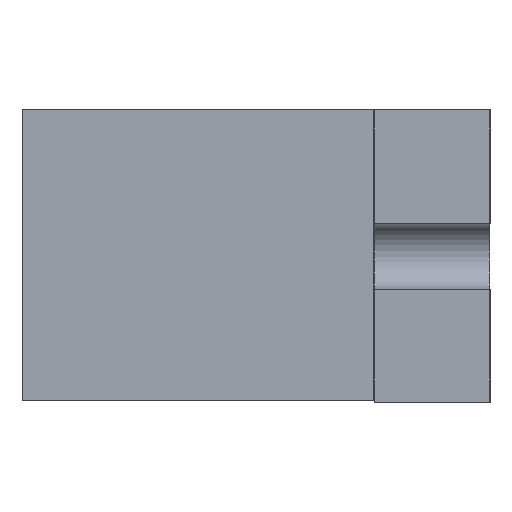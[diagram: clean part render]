
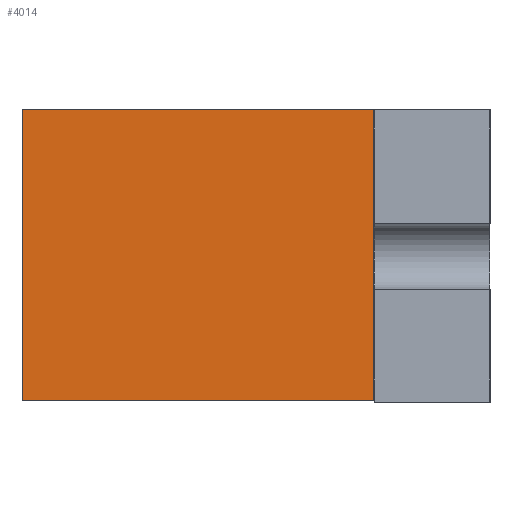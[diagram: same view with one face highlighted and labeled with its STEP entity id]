
A CAD part, left-side view. The second image highlights one B-rep face of the part: STEP entity #4014.
In plain terms, the highlighted planar face has unit normal (-1, 0, 0).
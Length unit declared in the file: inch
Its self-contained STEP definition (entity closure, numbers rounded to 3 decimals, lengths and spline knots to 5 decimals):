
#1610=DIRECTION('',(0.,0.,1.));
#1611=VECTOR('',#1610,2.49);
#1612=CARTESIAN_POINT('',(0.875,4.003,-1.235));
#1613=LINE('',#1612,#1611);
#2104=DIRECTION('',(0.,1.,0.));
#2105=VECTOR('',#2104,3.01);
#2106=CARTESIAN_POINT('',(0.875,0.993,1.255));
#2107=LINE('',#2106,#2105);
#2120=DIRECTION('',(0.,0.,1.));
#2121=VECTOR('',#2120,2.49);
#2122=CARTESIAN_POINT('',(0.875,0.993,-1.235));
#2123=LINE('',#2122,#2121);
#2142=DIRECTION('',(0.,1.,0.));
#2143=VECTOR('',#2142,3.01);
#2144=CARTESIAN_POINT('',(0.875,0.993,-1.235));
#2145=LINE('',#2144,#2143);
#3142=CARTESIAN_POINT('',(0.875,0.993,1.255));
#3144=VERTEX_POINT('',#3142);
#3148=CARTESIAN_POINT('',(0.875,0.993,-1.235));
#3149=VERTEX_POINT('',#3148);
#3150=CARTESIAN_POINT('',(0.875,4.003,1.255));
#3152=VERTEX_POINT('',#3150);
#3156=CARTESIAN_POINT('',(0.875,4.003,-1.235));
#3157=VERTEX_POINT('',#3156);
#4003=CARTESIAN_POINT('',(0.875,0.993,-1.235));
#4004=DIRECTION('',(-1.,0.,0.));
#4005=DIRECTION('',(0.,0.,1.));
#4006=AXIS2_PLACEMENT_3D('',#4003,#4004,#4005);
#4007=PLANE('',#4006);
#4008=ORIENTED_EDGE('',*,*,#3966,.F.);
#4009=ORIENTED_EDGE('',*,*,#3998,.T.);
#4010=ORIENTED_EDGE('',*,*,#3673,.T.);
#4011=ORIENTED_EDGE('',*,*,#3948,.F.);
#4012=EDGE_LOOP('',(#4008,#4009,#4010,#4011));
#4013=FACE_OUTER_BOUND('',#4012,.F.);
#3673=EDGE_CURVE('',#3157,#3152,#1613,.T.);
#3948=EDGE_CURVE('',#3144,#3152,#2107,.T.);
#3966=EDGE_CURVE('',#3149,#3144,#2123,.T.);
#3998=EDGE_CURVE('',#3149,#3157,#2145,.T.);
#4014=ADVANCED_FACE('',(#4013),#4007,.T.);
